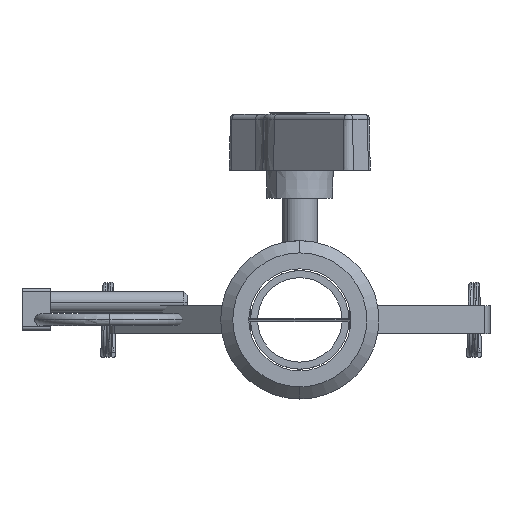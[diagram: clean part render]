
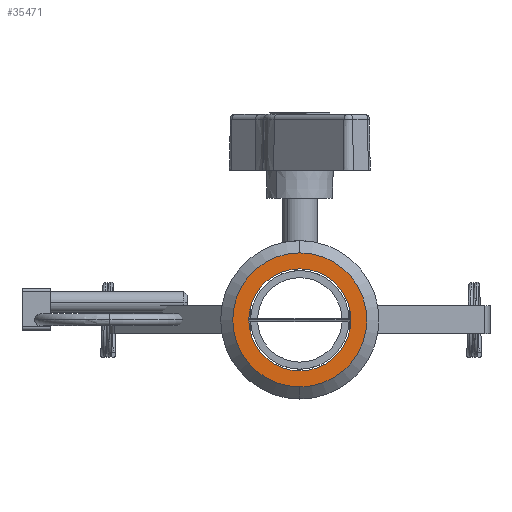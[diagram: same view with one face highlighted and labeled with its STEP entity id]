
A CAD part, front view. The second image highlights one B-rep face of the part: STEP entity #35471.
In plain terms, the highlighted planar face has unit normal (0, -1, 0).
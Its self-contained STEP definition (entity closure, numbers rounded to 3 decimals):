
#154 = ORIENTED_EDGE ( 'NONE', *, *, #4413, .F. ) ;
#430 = CARTESIAN_POINT ( 'NONE',  ( 0., -44., 0. ) ) ;
#1831 = CARTESIAN_POINT ( 'NONE',  ( 0., -44., 0. ) ) ;
#1931 = EDGE_CURVE ( 'NONE', #3987, #8915, #35855, .T. ) ;
#3987 = VERTEX_POINT ( 'NONE', #25293 ) ;
#4413 = EDGE_CURVE ( 'NONE', #32959, #13397, #30224, .T. ) ;
#5303 = EDGE_LOOP ( 'NONE', ( #9806, #33269 ) ) ;
#5637 = CIRCLE ( 'NONE', #34013, 14.5 ) ;
#7070 = DIRECTION ( 'NONE',  ( 0., 0., 1. ) ) ;
#8915 = VERTEX_POINT ( 'NONE', #36034 ) ;
#9219 = AXIS2_PLACEMENT_3D ( 'NONE', #34750, #15801, #37947 ) ;
#9806 = ORIENTED_EDGE ( 'NONE', *, *, #1931, .F. ) ;
#9855 = DIRECTION ( 'NONE',  ( 0., 1., 0. ) ) ;
#10694 = AXIS2_PLACEMENT_3D ( 'NONE', #430, #12913, #38673 ) ;
#10779 = EDGE_LOOP ( 'NONE', ( #154, #14279 ) ) ;
#12913 = DIRECTION ( 'NONE',  ( 0., 1., 0. ) ) ;
#13189 = DIRECTION ( 'NONE',  ( 0., 1., 0. ) ) ;
#13397 = VERTEX_POINT ( 'NONE', #14133 ) ;
#14133 = CARTESIAN_POINT ( 'NONE',  ( 0., -44., -19.05 ) ) ;
#14279 = ORIENTED_EDGE ( 'NONE', *, *, #40151, .F. ) ;
#15801 = DIRECTION ( 'NONE',  ( 0., -1., 0. ) ) ;
#16497 = CARTESIAN_POINT ( 'NONE',  ( 0., -44., 0. ) ) ;
#19884 = AXIS2_PLACEMENT_3D ( 'NONE', #28823, #9855, #7070 ) ;
#20456 = EDGE_CURVE ( 'NONE', #8915, #3987, #5637, .T. ) ;
#21697 = FACE_OUTER_BOUND ( 'NONE', #10779, .T. ) ;
#22553 = PLANE ( 'NONE',  #19884 ) ;
#25170 = FACE_BOUND ( 'NONE', #5303, .T. ) ;
#25293 = CARTESIAN_POINT ( 'NONE',  ( 0., -44., -14.5 ) ) ;
#26022 = DIRECTION ( 'NONE',  ( 0., 0., 1. ) ) ;
#26601 = CIRCLE ( 'NONE', #10694, 19.05 ) ;
#28823 = CARTESIAN_POINT ( 'NONE',  ( 0., -44., 0. ) ) ;
#29190 = AXIS2_PLACEMENT_3D ( 'NONE', #16497, #13189, #26022 ) ;
#30224 = CIRCLE ( 'NONE', #29190, 19.05 ) ;
#32959 = VERTEX_POINT ( 'NONE', #35359 ) ;
#33269 = ORIENTED_EDGE ( 'NONE', *, *, #20456, .F. ) ;
#34013 = AXIS2_PLACEMENT_3D ( 'NONE', #1831, #36339, #36474 ) ;
#34750 = CARTESIAN_POINT ( 'NONE',  ( 0., -44., 0. ) ) ;
#35359 = CARTESIAN_POINT ( 'NONE',  ( 0., -44., 19.05 ) ) ;
#35471 = ADVANCED_FACE ( 'NONE', ( #25170, #21697 ), #22553, .F. ) ;
#35855 = CIRCLE ( 'NONE', #9219, 14.5 ) ;
#36034 = CARTESIAN_POINT ( 'NONE',  ( 0., -44., 14.5 ) ) ;
#36339 = DIRECTION ( 'NONE',  ( 0., -1., 0. ) ) ;
#36474 = DIRECTION ( 'NONE',  ( 0., 0., -1. ) ) ;
#37947 = DIRECTION ( 'NONE',  ( 0., 0., -1. ) ) ;
#38673 = DIRECTION ( 'NONE',  ( 0., 0., 1. ) ) ;
#40151 = EDGE_CURVE ( 'NONE', #13397, #32959, #26601, .T. ) ;
